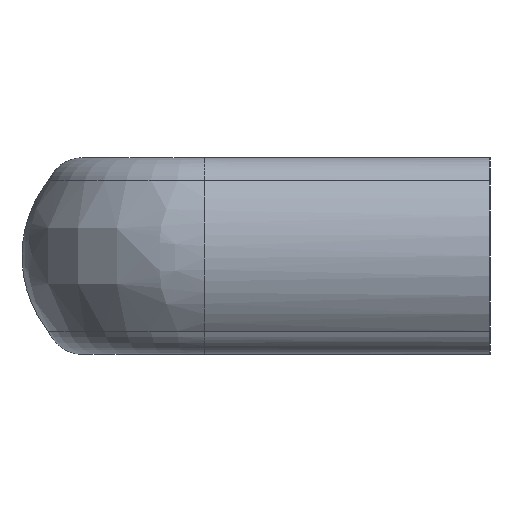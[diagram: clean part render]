
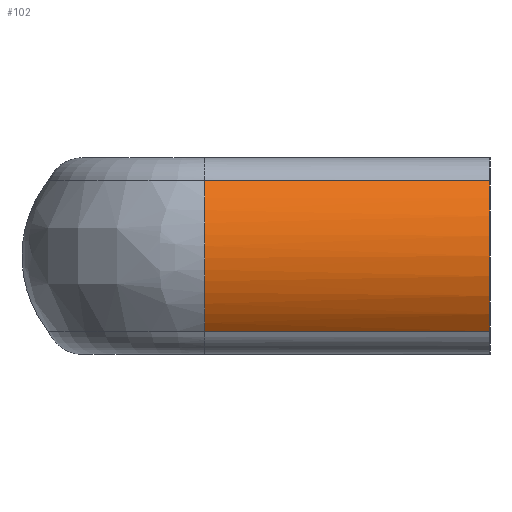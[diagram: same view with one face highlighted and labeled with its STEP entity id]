
A CAD part, left-side view. The second image highlights one B-rep face of the part: STEP entity #102.
In plain terms, the highlighted cylindrical face has radius 12.911 mm (diameter 25.822 mm), a partial arc.
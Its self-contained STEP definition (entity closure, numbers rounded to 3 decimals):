
#102 = ADVANCED_FACE( '', ( #207 ), #208, .T. );
#207 = FACE_OUTER_BOUND( '', #350, .T. );
#208 = CYLINDRICAL_SURFACE( '', #351, 12.911 );
#350 = EDGE_LOOP( '', ( #547, #548, #549, #550 ) );
#351 = AXIS2_PLACEMENT_3D( '', #551, #552, #553 );
#547 = ORIENTED_EDGE( '', *, *, #607, .T. );
#548 = ORIENTED_EDGE( '', *, *, #635, .F. );
#549 = ORIENTED_EDGE( '', *, *, #598, .F. );
#550 = ORIENTED_EDGE( '', *, *, #645, .T. );
#551 = CARTESIAN_POINT( '', ( 12.912, 0., 0. ) );
#552 = DIRECTION( '', ( 0., -1., 0. ) );
#553 = DIRECTION( '', ( 0., 0., 1. ) );
#598 = EDGE_CURVE( '', #697, #698, #699, .T. );
#607 = EDGE_CURVE( '', #706, #652, #712, .T. );
#635 = EDGE_CURVE( '', #698, #652, #742, .T. );
#645 = EDGE_CURVE( '', #697, #706, #753, .T. );
#652 = VERTEX_POINT( '', #760 );
#697 = VERTEX_POINT( '', #925 );
#698 = VERTEX_POINT( '', #926 );
#699 = CIRCLE( '', #927, 12.911 );
#706 = VERTEX_POINT( '', #934 );
#712 = B_SPLINE_CURVE_WITH_KNOTS( '', 3, ( #957, #958, #959, #960, #961, #962, #963, #964, #965, #966 ), .UNSPECIFIED., .F., .F., ( 4, 2, 2, 2, 4 ), ( 0., 0.25, 0.5, 0.75, 1. ), .UNSPECIFIED. );
#742 = LINE( '', #1068, #1069 );
#753 = LINE( '', #1080, #1081 );
#760 = CARTESIAN_POINT( '', ( 2.808, 30.5, -8.038 ) );
#925 = CARTESIAN_POINT( '', ( 2.808, 0., 8.037 ) );
#926 = CARTESIAN_POINT( '', ( 2.808, 0., -8.037 ) );
#927 = AXIS2_PLACEMENT_3D( '', #1112, #1113, #1114 );
#934 = CARTESIAN_POINT( '', ( 2.808, 30.5, 8.037 ) );
#957 = CARTESIAN_POINT( '', ( 2.808, 30.5, 8.037 ) );
#958 = CARTESIAN_POINT( '', ( 1.907, 30.5, 6.905 ) );
#959 = CARTESIAN_POINT( '', ( 1.199, 30.5, 5.622 ) );
#960 = CARTESIAN_POINT( '', ( 0.246, 30.5, 2.891 ) );
#961 = CARTESIAN_POINT( '', ( 0.001, 30.5, 1.446 ) );
#962 = CARTESIAN_POINT( '', ( 0.001, 30.5, -1.446 ) );
#963 = CARTESIAN_POINT( '', ( 0.246, 30.5, -2.891 ) );
#964 = CARTESIAN_POINT( '', ( 1.199, 30.5, -5.622 ) );
#965 = CARTESIAN_POINT( '', ( 1.907, 30.5, -6.905 ) );
#966 = CARTESIAN_POINT( '', ( 2.808, 30.5, -8.037 ) );
#1068 = CARTESIAN_POINT( '', ( 2.808, 0., -8.037 ) );
#1069 = VECTOR( '', #1151, 1000. );
#1080 = CARTESIAN_POINT( '', ( 2.808, 0., 8.037 ) );
#1081 = VECTOR( '', #1161, 1000. );
#1112 = CARTESIAN_POINT( '', ( 12.912, 0., 0. ) );
#1113 = DIRECTION( '', ( 0., -1., 0. ) );
#1114 = DIRECTION( '', ( 0., 0., 1. ) );
#1151 = DIRECTION( '', ( 0., 1., 0. ) );
#1161 = DIRECTION( '', ( 0., 1., 0. ) );
